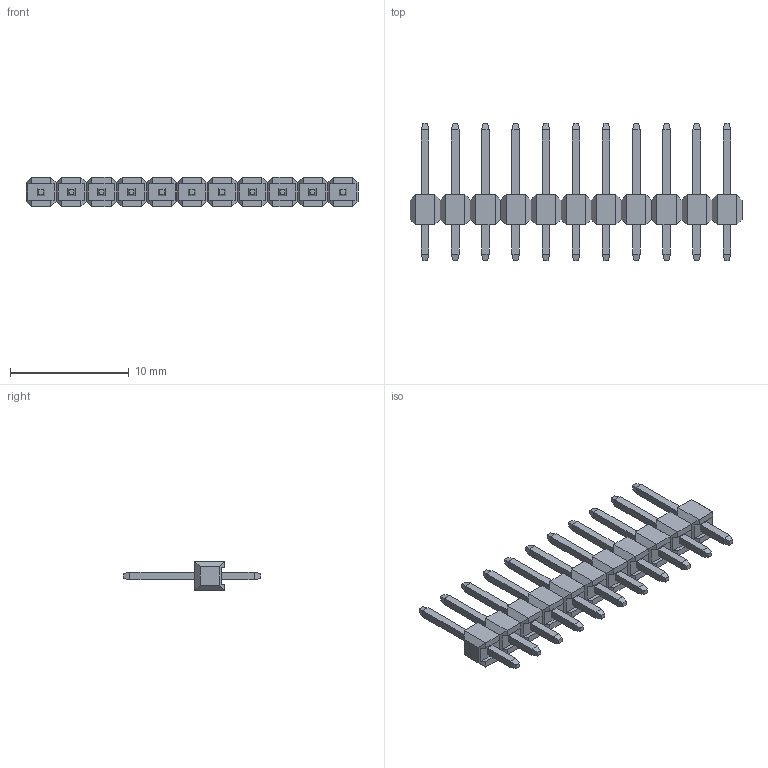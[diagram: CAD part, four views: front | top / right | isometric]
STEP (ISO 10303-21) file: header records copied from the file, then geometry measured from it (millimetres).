
FILE_DESCRIPTION (( 'STEP AP214' ), '1' );
FILE_NAME ('HEADER11.STEP', '2013-11-27T09:20:08', ( '' ), ( '' ), 'SwSTEP 2.0', 'SolidWorks 2012', '' );
FILE_SCHEMA (( 'AUTOMOTIVE_DESIGN' ));
Length unit declared in the file: millimetre
Products named in the file (1): HEADER11
Bounding box: 27.94 x 11.54 x 2.5 mm (x, y, z)
Volume: 188.1 mm3; surface area: 562.1 mm2
Topology: 1 solids, 1 shells, 376 faces, 840 edges, 488 vertices
Faces by surface type: plane 376
Entity records: 14086 total; most frequent: CARTESIAN_POINT 1705, ORIENTED_EDGE 1680, DIRECTION 1594, VECTOR 840, EDGE_CURVE 840, LINE 840, VERTEX_POINT 488, EDGE_LOOP 398
